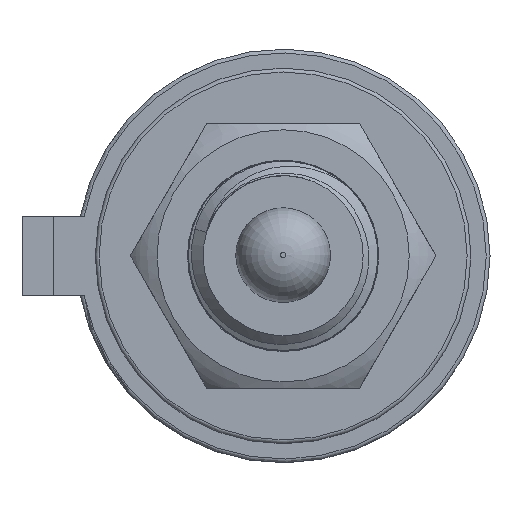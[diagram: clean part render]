
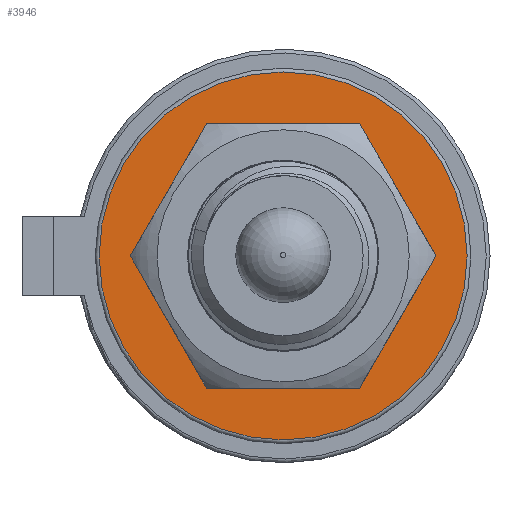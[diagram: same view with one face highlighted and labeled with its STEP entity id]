
A CAD part, top view. The second image highlights one B-rep face of the part: STEP entity #3946.
In plain terms, the highlighted planar face has unit normal (0, 0, 1).
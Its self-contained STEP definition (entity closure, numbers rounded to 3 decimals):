
#108=CIRCLE('',#4164,4.857);
#428=LINE('',#6995,#763);
#430=LINE('',#7005,#765);
#432=LINE('',#7016,#767);
#434=LINE('',#7026,#769);
#436=LINE('',#7036,#771);
#438=LINE('',#7046,#773);
#763=VECTOR('',#4859,1000.);
#765=VECTOR('',#4863,1000.);
#767=VECTOR('',#4867,1000.);
#769=VECTOR('',#4871,1000.);
#771=VECTOR('',#4875,1000.);
#773=VECTOR('',#4879,1000.);
#1545=ORIENTED_EDGE('',*,*,#2014,.T.);
#1546=ORIENTED_EDGE('',*,*,#1994,.F.);
#1547=ORIENTED_EDGE('',*,*,#2009,.F.);
#1548=ORIENTED_EDGE('',*,*,#2006,.F.);
#1549=ORIENTED_EDGE('',*,*,#2003,.F.);
#1550=ORIENTED_EDGE('',*,*,#2000,.F.);
#1551=ORIENTED_EDGE('',*,*,#1997,.F.);
#1994=EDGE_CURVE('',#2290,#2291,#428,.T.);
#1997=EDGE_CURVE('',#2291,#2293,#430,.T.);
#2000=EDGE_CURVE('',#2293,#2295,#432,.T.);
#2003=EDGE_CURVE('',#2295,#2297,#434,.T.);
#2006=EDGE_CURVE('',#2297,#2299,#436,.T.);
#2009=EDGE_CURVE('',#2299,#2290,#438,.T.);
#2014=EDGE_CURVE('',#2304,#2304,#108,.F.);
#2290=VERTEX_POINT('',#6994);
#2291=VERTEX_POINT('',#6996);
#2293=VERTEX_POINT('',#7006);
#2295=VERTEX_POINT('',#7017);
#2297=VERTEX_POINT('',#7027);
#2299=VERTEX_POINT('',#7037);
#2304=VERTEX_POINT('',#7059);
#2506=EDGE_LOOP('',(#1545));
#2507=EDGE_LOOP('',(#1546,#1547,#1548,#1549,#1550,#1551));
#2694=FACE_BOUND('',#2506,.T.);
#2695=FACE_BOUND('',#2507,.T.);
#2841=PLANE('',#4163);
#3946=ADVANCED_FACE('',(#2694,#2695),#2841,.F.);
#4163=AXIS2_PLACEMENT_3D('',#7057,#4892,#4893);
#4164=AXIS2_PLACEMENT_3D('',#7058,#4894,#4895);
#4859=DIRECTION('',(0.5,0.866,0.));
#4863=DIRECTION('',(-0.5,0.866,0.));
#4867=DIRECTION('',(-1.,0.,0.));
#4871=DIRECTION('',(-0.5,-0.866,0.));
#4875=DIRECTION('',(0.5,-0.866,0.));
#4879=DIRECTION('',(1.,0.,0.));
#4892=DIRECTION('',(0.,0.,-1.));
#4893=DIRECTION('',(-1.,0.,0.));
#4894=DIRECTION('',(0.,0.,-1.));
#4895=DIRECTION('',(-1.,0.,0.));
#6994=CARTESIAN_POINT('',(2.016,-3.492,2.885));
#6995=CARTESIAN_POINT('',(2.016,-3.492,2.885));
#6996=CARTESIAN_POINT('',(4.032,0.,2.885));
#7005=CARTESIAN_POINT('',(4.032,0.,2.885));
#7006=CARTESIAN_POINT('',(2.016,3.492,2.885));
#7016=CARTESIAN_POINT('',(2.016,3.492,2.885));
#7017=CARTESIAN_POINT('',(-2.016,3.492,2.885));
#7026=CARTESIAN_POINT('',(-2.016,3.492,2.885));
#7027=CARTESIAN_POINT('',(-4.032,0.,2.885));
#7036=CARTESIAN_POINT('',(-4.032,0.,2.885));
#7037=CARTESIAN_POINT('',(-2.016,-3.492,2.885));
#7046=CARTESIAN_POINT('',(-2.016,-3.492,2.885));
#7057=CARTESIAN_POINT('',(4.957,0.,2.885));
#7058=CARTESIAN_POINT('',(0.,0.,2.885));
#7059=CARTESIAN_POINT('',(-4.857,0.,2.885));
